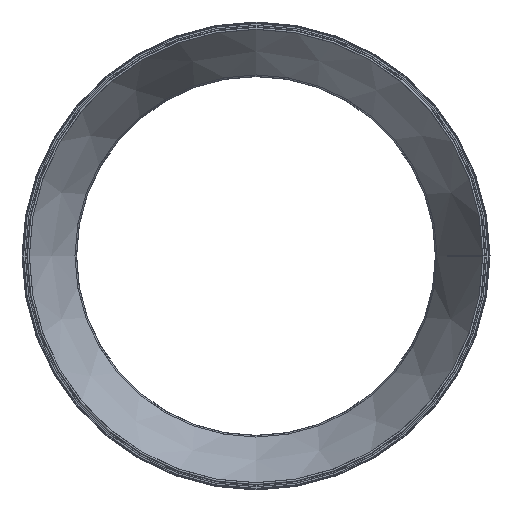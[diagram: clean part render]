
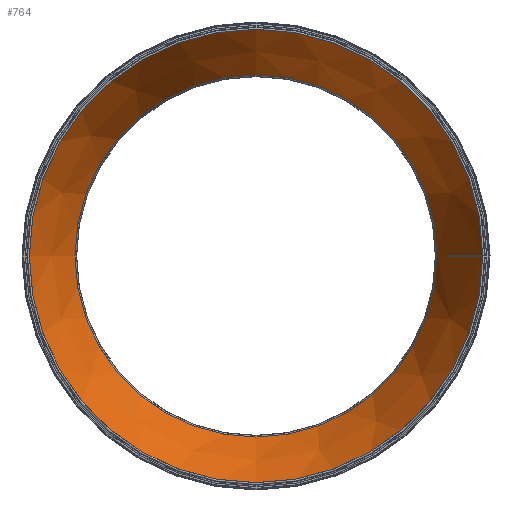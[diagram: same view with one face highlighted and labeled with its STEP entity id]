
A CAD part, front view. The second image highlights one B-rep face of the part: STEP entity #764.
In plain terms, the highlighted conical face has half-angle 25.406 degrees and reference radius 313.692 mm.
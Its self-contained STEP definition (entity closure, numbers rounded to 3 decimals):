
#268=CARTESIAN_POINT('',(248.891,142.02,0.0));
#269=VERTEX_POINT('',#268);
#292=CARTESIAN_POINT('',(248.891,142.02,-0.004));
#293=VERTEX_POINT('',#292);
#333=CARTESIAN_POINT('',(313.692,5.587,0.0));
#334=VERTEX_POINT('',#333);
#341=CARTESIAN_POINT('',(248.891,142.02,0.0));
#342=DIRECTION('',(0.429,-0.903,0.0));
#343=VECTOR('',#342,151.041);
#344=LINE('',#341,#343);
#345=EDGE_CURVE('',#269,#334,#344,.T.);
#356=CARTESIAN_POINT('',(313.692,5.587,-0.005));
#357=VERTEX_POINT('',#356);
#358=CARTESIAN_POINT('',(313.692,5.587,-0.005));
#359=DIRECTION('',(-0.429,0.903,0.));
#360=VECTOR('',#359,151.041);
#361=LINE('',#358,#360);
#362=EDGE_CURVE('',#357,#293,#361,.T.);
#735=CARTESIAN_POINT('',(0.,5.587,0.0));
#736=DIRECTION('',(0.0,-1.0,0.0));
#737=DIRECTION('',(1.0,0.0,0.0));
#738=AXIS2_PLACEMENT_3D('',#735,#736,#737);
#739=CIRCLE('',#738,313.692);
#740=EDGE_CURVE('',#334,#357,#739,.T.);
#747=CARTESIAN_POINT('',(0.,5.587,0.0));
#748=DIRECTION('',(0.,-1.0,0.0));
#749=DIRECTION('',(1.,0.,0.));
#750=AXIS2_PLACEMENT_3D('',#747,#748,#749);
#751=CONICAL_SURFACE('',#750,313.692,25.406);
#752=ORIENTED_EDGE('',*,*,#362,.T.);
#753=CARTESIAN_POINT('',(0.,142.02,0.0));
#754=DIRECTION('',(0.0,-1.0,0.0));
#755=DIRECTION('',(1.0,0.0,0.0));
#756=AXIS2_PLACEMENT_3D('',#753,#754,#755);
#757=CIRCLE('',#756,248.891);
#758=EDGE_CURVE('',#269,#293,#757,.T.);
#759=ORIENTED_EDGE('',*,*,#758,.F.);
#760=ORIENTED_EDGE('',*,*,#345,.T.);
#761=ORIENTED_EDGE('',*,*,#740,.T.);
#762=EDGE_LOOP('',(#752,#759,#760,#761));
#763=FACE_OUTER_BOUND('',#762,.T.);
#764=ADVANCED_FACE('',(#763),#751,.F.);
